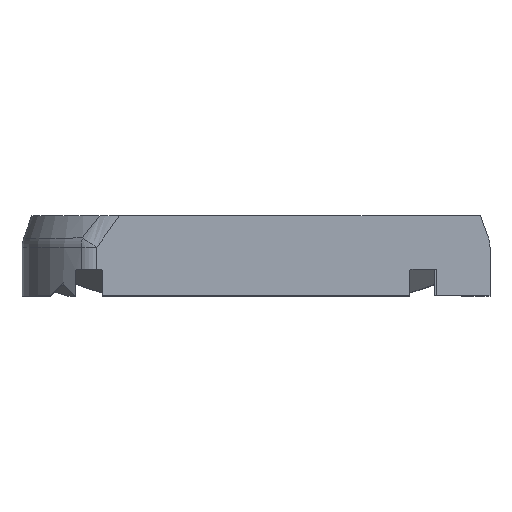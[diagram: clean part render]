
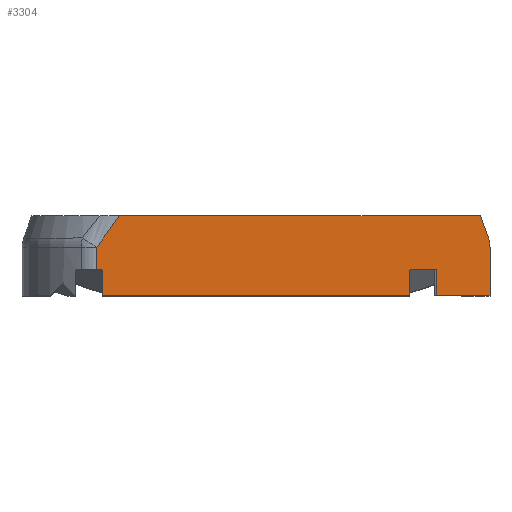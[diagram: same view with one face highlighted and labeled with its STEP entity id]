
A CAD part, top view. The second image highlights one B-rep face of the part: STEP entity #3304.
In plain terms, the highlighted planar face has unit normal (0, 0, 1).
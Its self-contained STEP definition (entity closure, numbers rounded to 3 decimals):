
#61 = FACE_OUTER_BOUND ( 'NONE', #1785, .T. ) ;
#126 = LINE ( 'NONE', #2655, #2839 ) ;
#130 = LINE ( 'NONE', #2597, #2841 ) ;
#134 = LINE ( 'NONE', #2138, #2842 ) ;
#136 = LINE ( 'NONE', #2106, #2845 ) ;
#138 = LINE ( 'NONE', #1949, #2850 ) ;
#166 = LINE ( 'NONE', #1984, #638 ) ;
#173 = LINE ( 'NONE', #2096, #1437 ) ;
#185 = LINE ( 'NONE', #834, #1453 ) ;
#190 = LINE ( 'NONE', #843, #1461 ) ;
#195 = LINE ( 'NONE', #1237, #1471 ) ;
#208 = LINE ( 'NONE', #1000, #1489 ) ;
#212 = LINE ( 'NONE', #1064, #1493 ) ;
#230 = LINE ( 'NONE', #1279, #1514 ) ;
#638 = VECTOR ( 'NONE', #2022, 1000. ) ;
#834 = CARTESIAN_POINT ( 'NONE',  ( -11.5, 6., 9.5 ) ) ;
#835 = DIRECTION ( 'NONE',  ( 0., 0., 1. ) ) ;
#837 = DIRECTION ( 'NONE',  ( 0., -1., 0. ) ) ;
#843 = CARTESIAN_POINT ( 'NONE',  ( 16.772, 6., 9.5 ) ) ;
#865 = CARTESIAN_POINT ( 'NONE',  ( 15.5, 3.647, 9.5 ) ) ;
#874 = DIRECTION ( 'NONE',  ( -1., 0., 0. ) ) ;
#1000 = CARTESIAN_POINT ( 'NONE',  ( 13.334, 6., 9.5 ) ) ;
#1063 = DIRECTION ( 'NONE',  ( 0.946, 0.324, 0. ) ) ;
#1064 = CARTESIAN_POINT ( 'NONE',  ( -8.736, -5.005, 9.5 ) ) ;
#1095 = DIRECTION ( 'NONE',  ( -0.342, 0.94, 0. ) ) ;
#1218 = DIRECTION ( 'NONE',  ( 1., 0., 0. ) ) ;
#1237 = CARTESIAN_POINT ( 'NONE',  ( -12.5, 2., 9.5 ) ) ;
#1248 = DIRECTION ( 'NONE',  ( 0., -1., 0. ) ) ;
#1279 = CARTESIAN_POINT ( 'NONE',  ( -12.5, 0., 9.5 ) ) ;
#1280 = DIRECTION ( 'NONE',  ( 1., 0., 0. ) ) ;
#1319 = CARTESIAN_POINT ( 'NONE',  ( 11.746, 2., 9.5 ) ) ;
#1378 = CARTESIAN_POINT ( 'NONE',  ( -11.896, 3.647, 9.5 ) ) ;
#1384 = CARTESIAN_POINT ( 'NONE',  ( 13.334, 0., 9.5 ) ) ;
#1387 = CARTESIAN_POINT ( 'NONE',  ( -11.5, 1.916, 9.5 ) ) ;
#1398 = CARTESIAN_POINT ( 'NONE',  ( 11.5, 0., 9.5 ) ) ;
#1437 = VECTOR ( 'NONE', #2097, 1000. ) ;
#1453 = VECTOR ( 'NONE', #837, 1000. ) ;
#1457 = AXIS2_PLACEMENT_3D ( 'NONE', #865, #835, #874 ) ;
#1461 = VECTOR ( 'NONE', #1095, 1000. ) ;
#1462 = CIRCLE ( 'NONE', #1457, 2. ) ;
#1471 = VECTOR ( 'NONE', #1218, 1000. ) ;
#1489 = VECTOR ( 'NONE', #1248, 1000. ) ;
#1493 = VECTOR ( 'NONE', #1063, 1000. ) ;
#1514 = VECTOR ( 'NONE', #1280, 1000. ) ;
#1785 = EDGE_LOOP ( 'NONE', ( #3178, #3031, #3049, #3160, #2988, #3175, #3171, #3104, #3101, #3145, #3093, #3236, #3140, #3061, #3102 ) ) ;
#1947 = DIRECTION ( 'NONE',  ( -1., 0., 0. ) ) ;
#1949 = CARTESIAN_POINT ( 'NONE',  ( -12.5, 2., 9.5 ) ) ;
#1964 = DIRECTION ( 'NONE',  ( 0., -1., 0. ) ) ;
#1971 = CARTESIAN_POINT ( 'NONE',  ( -10.525, 5.632, 9.5 ) ) ;
#1984 = CARTESIAN_POINT ( 'NONE',  ( 11.5, 6., 9.5 ) ) ;
#1992 = CARTESIAN_POINT ( 'NONE',  ( -10.211, 6., 9.5 ) ) ;
#1993 = CARTESIAN_POINT ( 'NONE',  ( -11.374, 4.46, 9.5 ) ) ;
#1994 = CARTESIAN_POINT ( 'NONE',  ( -10.817, 5.247, 9.5 ) ) ;
#1995 = CARTESIAN_POINT ( 'NONE',  ( -11.896, 3.647, 9.5 ) ) ;
#1996 = CARTESIAN_POINT ( 'NONE',  ( -11.64, 4.057, 9.5 ) ) ;
#2022 = DIRECTION ( 'NONE',  ( 0., 1., 0. ) ) ;
#2066 = DIRECTION ( 'NONE',  ( 0.946, -0.324, 0. ) ) ;
#2077 = DIRECTION ( 'NONE',  ( 0., -1., 0. ) ) ;
#2096 = CARTESIAN_POINT ( 'NONE',  ( -12.5, 0., 9.5 ) ) ;
#2097 = DIRECTION ( 'NONE',  ( 1., 0., 0. ) ) ;
#2104 = DIRECTION ( 'NONE',  ( 1., 0., 0. ) ) ;
#2106 = CARTESIAN_POINT ( 'NONE',  ( -11.896, 6., 9.5 ) ) ;
#2119 = CARTESIAN_POINT ( 'NONE',  ( -11.746, 2., 9.5 ) ) ;
#2138 = CARTESIAN_POINT ( 'NONE',  ( -12.5, 6., 9.5 ) ) ;
#2201 = CARTESIAN_POINT ( 'NONE',  ( 11.5, 1.916, 9.5 ) ) ;
#2237 = CARTESIAN_POINT ( 'NONE',  ( -11.896, 2., 9.5 ) ) ;
#2336 = CARTESIAN_POINT ( 'NONE',  ( 16.772, 6., 9.5 ) ) ;
#2340 = CARTESIAN_POINT ( 'NONE',  ( 17.379, 4.331, 9.5 ) ) ;
#2359 = CARTESIAN_POINT ( 'NONE',  ( -11.5, 0., 9.5 ) ) ;
#2425 = CARTESIAN_POINT ( 'NONE',  ( 17.5, 0., 9.5 ) ) ;
#2452 = CARTESIAN_POINT ( 'NONE',  ( -10.211, 6., 9.5 ) ) ;
#2464 = CARTESIAN_POINT ( 'NONE',  ( 13.334, 2., 9.5 ) ) ;
#2485 = CARTESIAN_POINT ( 'NONE',  ( 17.5, 3.647, 9.5 ) ) ;
#2487 = PLANE ( 'NONE',  #2761 ) ;
#2489 = CARTESIAN_POINT ( 'NONE',  ( -12.5, 6., 9.5 ) ) ;
#2490 = DIRECTION ( 'NONE',  ( -1., 0., 0. ) ) ;
#2491 = DIRECTION ( 'NONE',  ( 0., 0., -1. ) ) ;
#2597 = CARTESIAN_POINT ( 'NONE',  ( -13.646, 2.65, 9.5 ) ) ;
#2655 = CARTESIAN_POINT ( 'NONE',  ( 17.5, 6., 9.5 ) ) ;
#2761 = AXIS2_PLACEMENT_3D ( 'NONE', #2489, #2491, #2490 ) ;
#2839 = VECTOR ( 'NONE', #2077, 1000. ) ;
#2841 = VECTOR ( 'NONE', #2066, 1000. ) ;
#2842 = VECTOR ( 'NONE', #2104, 1000. ) ;
#2845 = VECTOR ( 'NONE', #1964, 1000. ) ;
#2850 = VECTOR ( 'NONE', #1947, 1000. ) ;
#2893 = VERTEX_POINT ( 'NONE', #2119 ) ;
#2900 = VERTEX_POINT ( 'NONE', #2464 ) ;
#2903 = VERTEX_POINT ( 'NONE', #2452 ) ;
#2905 = VERTEX_POINT ( 'NONE', #2425 ) ;
#2945 = VERTEX_POINT ( 'NONE', #2336 ) ;
#2988 = ORIENTED_EDGE ( 'NONE', *, *, #3424, .T. ) ;
#3000 = VERTEX_POINT ( 'NONE', #2201 ) ;
#3004 = VERTEX_POINT ( 'NONE', #2237 ) ;
#3026 = VERTEX_POINT ( 'NONE', #2340 ) ;
#3027 = VERTEX_POINT ( 'NONE', #2485 ) ;
#3031 = ORIENTED_EDGE ( 'NONE', *, *, #3385, .T. ) ;
#3049 = ORIENTED_EDGE ( 'NONE', *, *, #3450, .T. ) ;
#3061 = ORIENTED_EDGE ( 'NONE', *, *, #3405, .T. ) ;
#3088 = VERTEX_POINT ( 'NONE', #2359 ) ;
#3093 = ORIENTED_EDGE ( 'NONE', *, *, #3461, .T. ) ;
#3101 = ORIENTED_EDGE ( 'NONE', *, *, #3506, .T. ) ;
#3102 = ORIENTED_EDGE ( 'NONE', *, *, #3388, .T. ) ;
#3104 = ORIENTED_EDGE ( 'NONE', *, *, #3481, .T. ) ;
#3140 = ORIENTED_EDGE ( 'NONE', *, *, #3386, .F. ) ;
#3145 = ORIENTED_EDGE ( 'NONE', *, *, #3382, .F. ) ;
#3160 = ORIENTED_EDGE ( 'NONE', *, *, #3434, .T. ) ;
#3171 = ORIENTED_EDGE ( 'NONE', *, *, #3466, .T. ) ;
#3175 = ORIENTED_EDGE ( 'NONE', *, *, #3486, .T. ) ;
#3178 = ORIENTED_EDGE ( 'NONE', *, *, #3394, .F. ) ;
#3236 = ORIENTED_EDGE ( 'NONE', *, *, #3457, .T. ) ;
#3304 = ADVANCED_FACE ( 'NONE', ( #61 ), #2487, .F. ) ;
#3382 = EDGE_CURVE ( 'NONE', #3027, #2905, #126, .T. ) ;
#3385 = EDGE_CURVE ( 'NONE', #2893, #3727, #130, .T. ) ;
#3386 = EDGE_CURVE ( 'NONE', #2903, #2945, #134, .T. ) ;
#3388 = EDGE_CURVE ( 'NONE', #3747, #3004, #136, .T. ) ;
#3394 = EDGE_CURVE ( 'NONE', #2893, #3004, #138, .T. ) ;
#3405 = EDGE_CURVE ( 'NONE', #2903, #3747, #3706, .T. ) ;
#3424 = EDGE_CURVE ( 'NONE', #3731, #3000, #166, .T. ) ;
#3434 = EDGE_CURVE ( 'NONE', #3088, #3731, #173, .T. ) ;
#3450 = EDGE_CURVE ( 'NONE', #3727, #3088, #185, .T. ) ;
#3457 = EDGE_CURVE ( 'NONE', #3026, #2945, #190, .T. ) ;
#3461 = EDGE_CURVE ( 'NONE', #3027, #3026, #1462, .T. ) ;
#3466 = EDGE_CURVE ( 'NONE', #3726, #2900, #195, .T. ) ;
#3481 = EDGE_CURVE ( 'NONE', #2900, #3735, #208, .T. ) ;
#3486 = EDGE_CURVE ( 'NONE', #3000, #3726, #212, .T. ) ;
#3506 = EDGE_CURVE ( 'NONE', #3735, #2905, #230, .T. ) ;
#3706 = B_SPLINE_CURVE_WITH_KNOTS ( 'NONE', 3,
 ( #1992, #1971, #1994, #1993, #1996, #1995 ),
 .UNSPECIFIED., .F., .F.,
 ( 4, 2, 4 ),
 ( 0., 0.001, 0.003 ),
 .UNSPECIFIED. ) ;
#3726 = VERTEX_POINT ( 'NONE', #1319 ) ;
#3727 = VERTEX_POINT ( 'NONE', #1387 ) ;
#3731 = VERTEX_POINT ( 'NONE', #1398 ) ;
#3735 = VERTEX_POINT ( 'NONE', #1384 ) ;
#3747 = VERTEX_POINT ( 'NONE', #1378 ) ;
